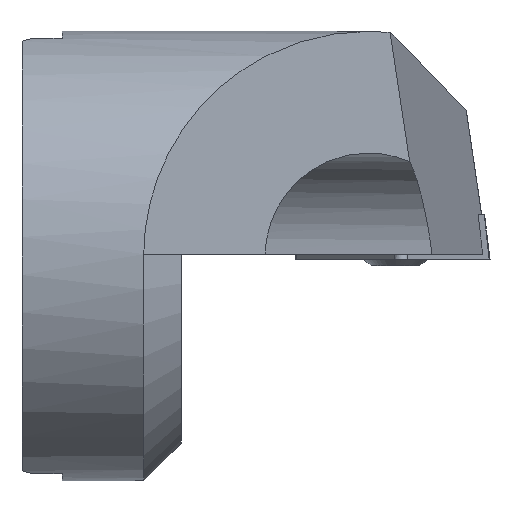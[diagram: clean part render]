
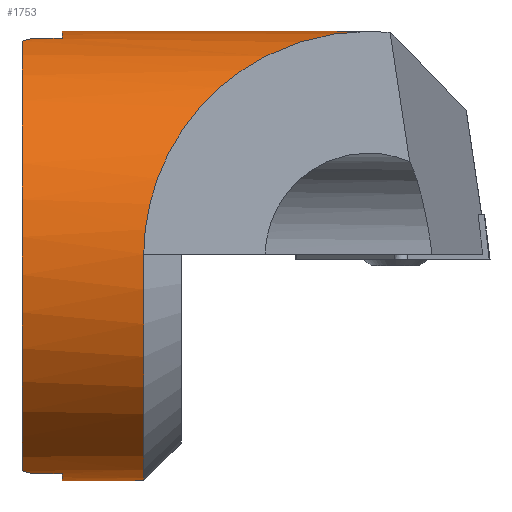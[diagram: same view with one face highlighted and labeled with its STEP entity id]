
A CAD part, left-side view. The second image highlights one B-rep face of the part: STEP entity #1753.
In plain terms, the highlighted cylindrical face has radius 12 mm (diameter 24 mm), a partial arc.
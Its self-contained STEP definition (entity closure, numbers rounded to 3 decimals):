
#661=EDGE_CURVE('NONE',#1539,#815,#1842,.T.);
#673=EDGE_CURVE('NONE',#1365,#1247,#1855,.T.);
#711=EDGE_CURVE('NONE',#963,#1707,#1896,.T.);
#729=EDGE_CURVE('NONE',#777,#963,#1916,.T.);
#777=VERTEX_POINT('NONE',#1970);
#799=EDGE_CURVE('NONE',#1707,#1539,#1993,.T.);
#815=VERTEX_POINT('NONE',#2010);
#863=EDGE_CURVE('NONE',#1321,#1615,#2062,.T.);
#963=VERTEX_POINT('NONE',#2174);
#1039=VERTEX_POINT('NONE',#2257);
#1065=EDGE_CURVE('NONE',#1615,#1365,#2287,.T.);
#1189=EDGE_CURVE('NONE',#1039,#815,#2421,.T.);
#1247=VERTEX_POINT('NONE',#2488);
#1319=EDGE_CURVE('NONE',#1247,#1639,#2570,.T.);
#1321=VERTEX_POINT('NONE',#2572);
#1365=VERTEX_POINT('NONE',#2621);
#1539=VERTEX_POINT('NONE',#2810);
#1605=EDGE_CURVE('NONE',#1639,#777,#2882,.T.);
#1615=VERTEX_POINT('NONE',#2892);
#1639=VERTEX_POINT('NONE',#2920);
#1707=VERTEX_POINT('NONE',#2993);
#1725=EDGE_CURVE('NONE',#1039,#1321,#3012,.T.);
#1753=ADVANCED_FACE('NONE',(#3041),#3042,.T.);
#1842=CIRCLE('',#3140,12.0);
#1855=CIRCLE('',#3157,12.0);
#1896=(B_SPLINE_CURVE(3,(#3217,#3218,#3219,#3220),.UNSPECIFIED.,.F.,.F.)B_SPLINE_CURVE_WITH_KNOTS((4,4),(1.275,1.318),.UNSPECIFIED.)RATIONAL_B_SPLINE_CURVE((1.0,1.,1.,1.0))BOUNDED_CURVE()REPRESENTATION_ITEM('')GEOMETRIC_REPRESENTATION_ITEM()CURVE());
#1916=CIRCLE('',#3251,12.0);
#1970=CARTESIAN_POINT('',(-3.5,0.0,11.478));
#1993=LINE('',#3368,#3369);
#2010=CARTESIAN_POINT('',(0.,-2.15,-12.0));
#2062=(B_SPLINE_CURVE(3,(#3465,#3466,#3467,#3468),.UNSPECIFIED.,.F.,.F.)B_SPLINE_CURVE_WITH_KNOTS((4,4),(0.008,1.571),.UNSPECIFIED.)RATIONAL_B_SPLINE_CURVE((1.0,0.807,0.807,1.0))BOUNDED_CURVE()REPRESENTATION_ITEM('')GEOMETRIC_REPRESENTATION_ITEM()CURVE());
#2174=CARTESIAN_POINT('',(-3.5,0.0,-11.478));
#2257=CARTESIAN_POINT('',(0.,-6.5,-12.0));
#2287=LINE('',#3798,#3799);
#2421=LINE('',#3992,#3993);
#2488=CARTESIAN_POINT('',(-3.0,-2.15,11.619));
#2570=LINE('',#4191,#4192);
#2572=CARTESIAN_POINT('',(-12.,-6.5,0.1));
#2621=CARTESIAN_POINT('',(0.0,-2.15,12.0));
#2810=CARTESIAN_POINT('',(-3.0,-2.15,-11.619));
#2882=(B_SPLINE_CURVE(3,(#4671,#4672,#4673,#4674),.UNSPECIFIED.,.F.,.F.)B_SPLINE_CURVE_WITH_KNOTS((4,4),(4.965,5.008),.UNSPECIFIED.)RATIONAL_B_SPLINE_CURVE((1.0,1.,1.,1.0))BOUNDED_CURVE()REPRESENTATION_ITEM('')GEOMETRIC_REPRESENTATION_ITEM()CURVE());
#2892=CARTESIAN_POINT('',(0.0,-18.5,12.0));
#2920=CARTESIAN_POINT('',(-3.0,-0.5,11.619));
#2993=CARTESIAN_POINT('',(-3.0,-0.5,-11.619));
#3012=CIRCLE('',#4879,12.0);
#3041=FACE_OUTER_BOUND('',#4950,.T.);
#3042=CYLINDRICAL_SURFACE('',#4951,12.0);
#3140=AXIS2_PLACEMENT_3D('',#5068,#5069,#5070);
#3157=AXIS2_PLACEMENT_3D('',#5083,#5084,#5085);
#3217=CARTESIAN_POINT('',(-3.5,0.0,-11.478));
#3218=CARTESIAN_POINT('',(-3.334,-0.166,-11.529));
#3219=CARTESIAN_POINT('',(-3.168,-0.332,-11.576));
#3220=CARTESIAN_POINT('',(-3.0,-0.5,-11.619));
#3251=AXIS2_PLACEMENT_3D('',#5171,#5172,#5173);
#3368=CARTESIAN_POINT('',(-3.0,-8.5,-11.619));
#3369=VECTOR('',#5275,1000.0);
#3465=CARTESIAN_POINT('',(-12.,-6.5,0.1));
#3466=CARTESIAN_POINT('',(-11.941,-6.558,7.083));
#3467=CARTESIAN_POINT('',(-6.983,-11.517,12.0));
#3468=CARTESIAN_POINT('',(0.0,-18.5,12.0));
#3798=CARTESIAN_POINT('',(0.0,-8.5,12.0));
#3799=VECTOR('',#5606,1000.0);
#3992=CARTESIAN_POINT('',(0.,-8.5,-12.0));
#3993=VECTOR('',#5744,1000.0);
#4191=CARTESIAN_POINT('',(-3.0,-8.5,11.619));
#4192=VECTOR('',#5946,1000.0);
#4671=CARTESIAN_POINT('',(-3.0,-0.5,11.619));
#4672=CARTESIAN_POINT('',(-3.168,-0.332,11.576));
#4673=CARTESIAN_POINT('',(-3.334,-0.166,11.529));
#4674=CARTESIAN_POINT('',(-3.5,0.0,11.478));
#4879=AXIS2_PLACEMENT_3D('',#6433,#6434,#6435);
#4950=EDGE_LOOP('',(#6457,#6458,#6459,#6460,#6461,#6462,#6463,#6464,#6465,#6466,#6467));
#4951=AXIS2_PLACEMENT_3D('',#6468,#6469,#6470);
#5068=CARTESIAN_POINT('',(0.0,-2.15,0.0));
#5069=DIRECTION('',(0.,-1.0,0.0));
#5070=DIRECTION('',(-1.0,0.,0.0));
#5083=CARTESIAN_POINT('',(0.0,-2.15,0.0));
#5084=DIRECTION('',(0.,-1.0,0.0));
#5085=DIRECTION('',(-1.0,0.,0.0));
#5171=CARTESIAN_POINT('',(0.0,0.0,0.0));
#5172=DIRECTION('',(0.0,-1.0,0.0));
#5173=DIRECTION('',(0.0,0.0,-1.0));
#5275=DIRECTION('',(0.0,-1.0,0.0));
#5606=DIRECTION('',(-0.0,1.0,0.0));
#5744=DIRECTION('',(-0.0,1.0,0.0));
#5946=DIRECTION('',(-0.0,1.0,0.0));
#6433=CARTESIAN_POINT('',(0.0,-6.5,0.0));
#6434=DIRECTION('',(0.0,1.0,0.0));
#6435=DIRECTION('',(0.0,0.0,-1.0));
#6457=ORIENTED_EDGE('',*,*,#1189,.F.);
#6458=ORIENTED_EDGE('',*,*,#1725,.T.);
#6459=ORIENTED_EDGE('',*,*,#863,.T.);
#6460=ORIENTED_EDGE('',*,*,#1065,.T.);
#6461=ORIENTED_EDGE('',*,*,#673,.T.);
#6462=ORIENTED_EDGE('',*,*,#1319,.T.);
#6463=ORIENTED_EDGE('',*,*,#1605,.T.);
#6464=ORIENTED_EDGE('',*,*,#729,.T.);
#6465=ORIENTED_EDGE('',*,*,#711,.T.);
#6466=ORIENTED_EDGE('',*,*,#799,.T.);
#6467=ORIENTED_EDGE('',*,*,#661,.T.);
#6468=CARTESIAN_POINT('',(0.0,-8.5,0.0));
#6469=DIRECTION('',(-0.0,1.0,-0.0));
#6470=DIRECTION('',(0.0,0.0,1.0));
